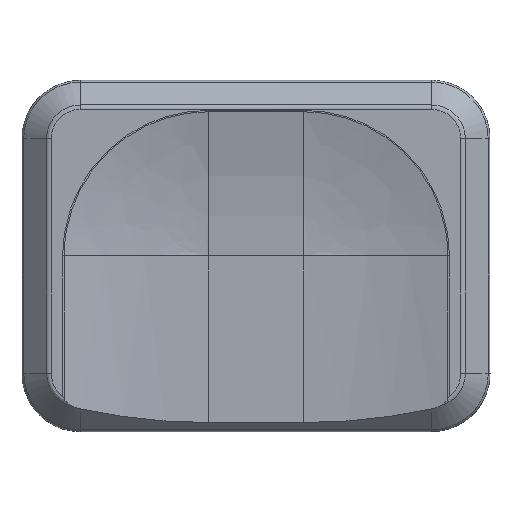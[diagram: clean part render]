
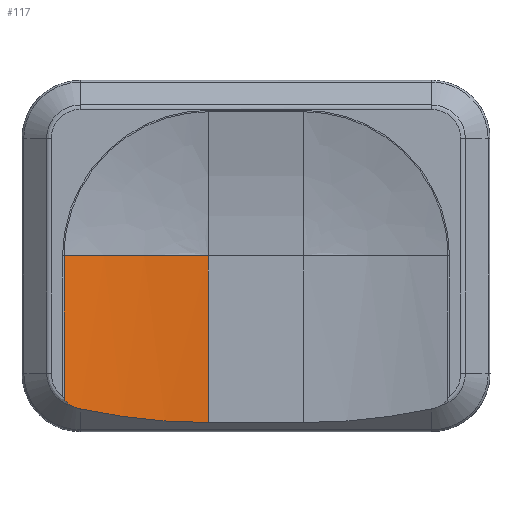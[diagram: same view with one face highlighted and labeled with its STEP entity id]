
A CAD part, top view. The second image highlights one B-rep face of the part: STEP entity #117.
In plain terms, the highlighted free-form (B-spline) face has degree [2, 1] with [3, 2] control points.
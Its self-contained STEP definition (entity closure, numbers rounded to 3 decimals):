
#117=ADVANCED_FACE('',(#210),#1372,.T.);
#210=FACE_OUTER_BOUND('',#306,.T.);
#306=EDGE_LOOP('',(#717,#718,#719,#720,#721,#722));
#717=ORIENTED_EDGE('',*,*,#740,.F.);
#718=ORIENTED_EDGE('',*,*,#940,.F.);
#719=ORIENTED_EDGE('',*,*,#741,.T.);
#720=ORIENTED_EDGE('',*,*,#939,.T.);
#721=ORIENTED_EDGE('',*,*,#944,.T.);
#722=ORIENTED_EDGE('',*,*,#936,.F.);
#740=EDGE_CURVE('',#1278,#1279,#946,.T.);
#741=EDGE_CURVE('',#1162,#1164,#1038,.T.);
#936=EDGE_CURVE('',#1279,#1274,#1029,.T.);
#939=EDGE_CURVE('',#1164,#1273,#1152,.T.);
#940=EDGE_CURVE('',#1162,#1278,#1153,.T.);
#944=EDGE_CURVE('',#1273,#1274,#1031,.T.);
#946=B_SPLINE_CURVE_WITH_KNOTS('',3,(#2066,#2067,#2068,#2069,#2070,#2071,
#2072,#2073),.UNSPECIFIED.,.F.,.F.,(4,2,2,4),(0.,1.529,3.058,
6.119),.UNSPECIFIED.);
#1029=B_SPLINE_CURVE_WITH_KNOTS('',3,(#2764,#2765,#2766,#2767),
 .UNSPECIFIED.,.F.,.F.,(4,4),(0.,0.463),.UNSPECIFIED.);
#1031=B_SPLINE_CURVE_WITH_KNOTS('',3,(#2785,#2786,#2787,#2788),
 .UNSPECIFIED.,.F.,.F.,(4,4),(0.,0.481),.UNSPECIFIED.);
#1038=(
BOUNDED_CURVE()
B_SPLINE_CURVE(2,(#2074,#2075,#2076),.UNSPECIFIED.,.F.,.F.)
B_SPLINE_CURVE_WITH_KNOTS((3,3),(-7.517,-0.092),
 .UNSPECIFIED.)
CURVE()
GEOMETRIC_REPRESENTATION_ITEM()
RATIONAL_B_SPLINE_CURVE((1.,1.,1.))
REPRESENTATION_ITEM('')
);
#1152=(
BOUNDED_CURVE()
B_SPLINE_CURVE(1,(#2775,#2776),.UNSPECIFIED.,.F.,.F.)
B_SPLINE_CURVE_WITH_KNOTS((2,2),(0.,6.748),.UNSPECIFIED.)
CURVE()
GEOMETRIC_REPRESENTATION_ITEM()
RATIONAL_B_SPLINE_CURVE((1.,1.))
REPRESENTATION_ITEM('')
);
#1153=(
BOUNDED_CURVE()
B_SPLINE_CURVE(1,(#2777,#2778),.UNSPECIFIED.,.F.,.F.)
B_SPLINE_CURVE_WITH_KNOTS((2,2),(0.,7.85),.UNSPECIFIED.)
CURVE()
GEOMETRIC_REPRESENTATION_ITEM()
RATIONAL_B_SPLINE_CURVE((1.,1.))
REPRESENTATION_ITEM('')
);
#1162=VERTEX_POINT('',#1927);
#1164=VERTEX_POINT('',#1929);
#1273=VERTEX_POINT('',#2038);
#1274=VERTEX_POINT('',#2039);
#1278=VERTEX_POINT('',#2043);
#1279=VERTEX_POINT('',#2044);
#1372=(
BOUNDED_SURFACE()
B_SPLINE_SURFACE(2,1,((#1909,#1910),(#1911,#1912),(#1913,#1914)),
 .UNSPECIFIED.,.F.,.F.,.F.)
B_SPLINE_SURFACE_WITH_KNOTS((3,3),(2,2),(-7.517,-0.092),
(0.,15.257),.UNSPECIFIED.)
GEOMETRIC_REPRESENTATION_ITEM()
RATIONAL_B_SPLINE_SURFACE(((1.,1.),(1.,1.),(1.,1.)))
REPRESENTATION_ITEM('')
SURFACE()
);
#1909=CARTESIAN_POINT('',(13.272,-42.385,8.624));
#1910=CARTESIAN_POINT('',(13.272,-57.642,8.624));
#1911=CARTESIAN_POINT('',(9.876,-42.385,8.624));
#1912=CARTESIAN_POINT('',(9.876,-57.642,8.624));
#1913=CARTESIAN_POINT('',(6.48,-42.385,9.442));
#1914=CARTESIAN_POINT('',(6.48,-57.642,9.442));
#1927=CARTESIAN_POINT('',(13.272,-42.385,8.624));
#1929=CARTESIAN_POINT('',(6.48,-42.385,9.442));
#2038=CARTESIAN_POINT('',(6.48,-49.133,9.442));
#2039=CARTESIAN_POINT('',(6.822,-49.44,9.361));
#2043=CARTESIAN_POINT('',(13.272,-50.235,8.624));
#2044=CARTESIAN_POINT('',(7.247,-49.592,9.268));
#2066=CARTESIAN_POINT('',(13.272,-50.235,8.624));
#2067=CARTESIAN_POINT('',(12.762,-50.235,8.624));
#2068=CARTESIAN_POINT('',(12.253,-50.221,8.638));
#2069=CARTESIAN_POINT('',(11.236,-50.166,8.693));
#2070=CARTESIAN_POINT('',(10.73,-50.125,8.734));
#2071=CARTESIAN_POINT('',(9.217,-49.962,8.898));
#2072=CARTESIAN_POINT('',(8.223,-49.8,9.059));
#2073=CARTESIAN_POINT('',(7.247,-49.592,9.268));
#2074=CARTESIAN_POINT('',(13.272,-42.385,8.624));
#2075=CARTESIAN_POINT('',(9.876,-42.385,8.624));
#2076=CARTESIAN_POINT('',(6.48,-42.385,9.442));
#2764=CARTESIAN_POINT('',(7.247,-49.592,9.268));
#2765=CARTESIAN_POINT('',(7.099,-49.56,9.299));
#2766=CARTESIAN_POINT('',(6.957,-49.509,9.331));
#2767=CARTESIAN_POINT('',(6.822,-49.44,9.361));
#2775=CARTESIAN_POINT('',(6.48,-42.385,9.442));
#2776=CARTESIAN_POINT('',(6.48,-49.133,9.442));
#2777=CARTESIAN_POINT('',(13.272,-42.385,8.624));
#2778=CARTESIAN_POINT('',(13.272,-50.235,8.624));
#2785=CARTESIAN_POINT('',(6.48,-49.133,9.442));
#2786=CARTESIAN_POINT('',(6.551,-49.265,9.425));
#2787=CARTESIAN_POINT('',(6.695,-49.374,9.391));
#2788=CARTESIAN_POINT('',(6.822,-49.44,9.361));
